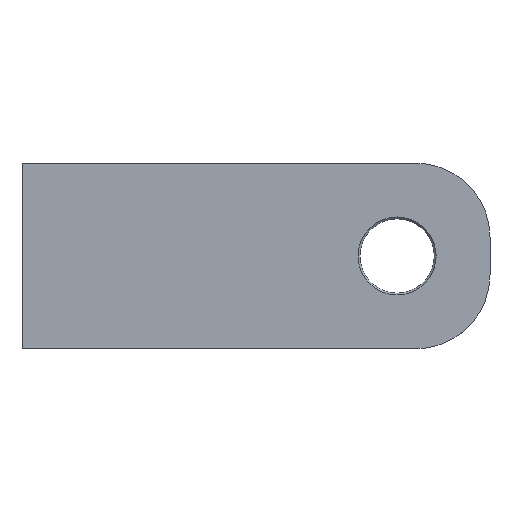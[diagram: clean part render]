
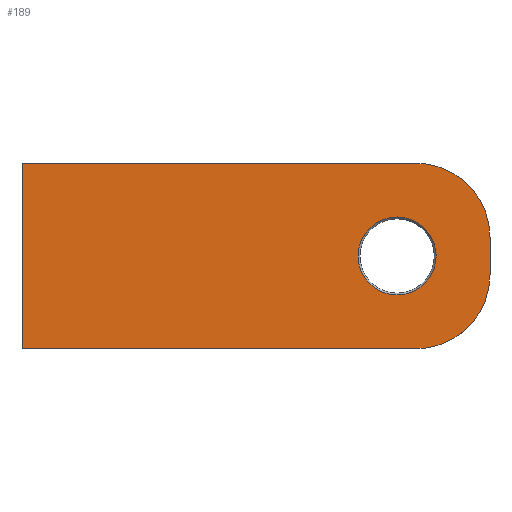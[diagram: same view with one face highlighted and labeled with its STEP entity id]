
A CAD part, top view. The second image highlights one B-rep face of the part: STEP entity #189.
In plain terms, the highlighted planar face has unit normal (0, 0, 1).
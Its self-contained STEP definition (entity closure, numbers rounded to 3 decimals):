
#16=FACE_BOUND('',#43,.T.);
#18=PLANE('',#220);
#30=FACE_OUTER_BOUND('',#42,.T.);
#42=EDGE_LOOP('',(#152,#153,#154,#155,#156,#157));
#43=EDGE_LOOP('',(#158));
#57=LINE('',#319,#74);
#58=LINE('',#323,#75);
#59=LINE('',#325,#76);
#60=LINE('',#326,#77);
#74=VECTOR('',#262,10.);
#75=VECTOR('',#265,10.);
#76=VECTOR('',#266,10.);
#77=VECTOR('',#267,10.);
#89=CIRCLE('',#219,2.1);
#90=CIRCLE('',#221,4.);
#91=CIRCLE('',#222,4.);
#101=VERTEX_POINT('',#311);
#102=VERTEX_POINT('',#315);
#103=VERTEX_POINT('',#316);
#104=VERTEX_POINT('',#318);
#105=VERTEX_POINT('',#320);
#106=VERTEX_POINT('',#322);
#107=VERTEX_POINT('',#324);
#119=EDGE_CURVE('',#101,#101,#89,.T.);
#121=EDGE_CURVE('',#102,#103,#90,.T.);
#122=EDGE_CURVE('',#103,#104,#57,.T.);
#123=EDGE_CURVE('',#104,#105,#91,.T.);
#124=EDGE_CURVE('',#105,#106,#58,.T.);
#125=EDGE_CURVE('',#106,#107,#59,.T.);
#126=EDGE_CURVE('',#107,#102,#60,.T.);
#152=ORIENTED_EDGE('',*,*,#121,.T.);
#153=ORIENTED_EDGE('',*,*,#122,.T.);
#154=ORIENTED_EDGE('',*,*,#123,.T.);
#155=ORIENTED_EDGE('',*,*,#124,.T.);
#156=ORIENTED_EDGE('',*,*,#125,.T.);
#157=ORIENTED_EDGE('',*,*,#126,.T.);
#158=ORIENTED_EDGE('',*,*,#119,.F.);
#189=ADVANCED_FACE('',(#30,#16),#18,.T.);
#219=AXIS2_PLACEMENT_3D('',#312,#255,#256);
#220=AXIS2_PLACEMENT_3D('',#314,#258,#259);
#221=AXIS2_PLACEMENT_3D('',#317,#260,#261);
#222=AXIS2_PLACEMENT_3D('',#321,#263,#264);
#255=DIRECTION('center_axis',(0.,0.,1.));
#256=DIRECTION('ref_axis',(1.,0.,0.));
#258=DIRECTION('center_axis',(0.,0.,1.));
#259=DIRECTION('ref_axis',(1.,0.,0.));
#260=DIRECTION('center_axis',(0.,0.,1.));
#261=DIRECTION('ref_axis',(0.,-1.,0.));
#262=DIRECTION('',(0.,1.,0.));
#263=DIRECTION('center_axis',(0.,0.,1.));
#264=DIRECTION('ref_axis',(1.,0.,0.));
#265=DIRECTION('',(-1.,0.,0.));
#266=DIRECTION('',(0.,-1.,0.));
#267=DIRECTION('',(1.,0.,0.));
#311=CARTESIAN_POINT('',(-2.1,0.,0.5));
#312=CARTESIAN_POINT('Origin',(0.,0.,0.5));
#314=CARTESIAN_POINT('Origin',(-7.595,0.,0.5));
#315=CARTESIAN_POINT('',(1.,-5.,0.5));
#316=CARTESIAN_POINT('',(5.,-1.,0.5));
#317=CARTESIAN_POINT('Origin',(1.,-1.,0.5));
#318=CARTESIAN_POINT('',(5.,1.,0.5));
#319=CARTESIAN_POINT('',(5.,1.,0.5));
#320=CARTESIAN_POINT('',(1.,5.,0.5));
#321=CARTESIAN_POINT('Origin',(1.,1.,0.5));
#322=CARTESIAN_POINT('',(-20.19,5.,0.5));
#323=CARTESIAN_POINT('',(0.,5.,0.5));
#324=CARTESIAN_POINT('',(-20.19,-5.,0.5));
#325=CARTESIAN_POINT('',(-20.19,5.,0.5));
#326=CARTESIAN_POINT('',(-20.19,-5.,0.5));
